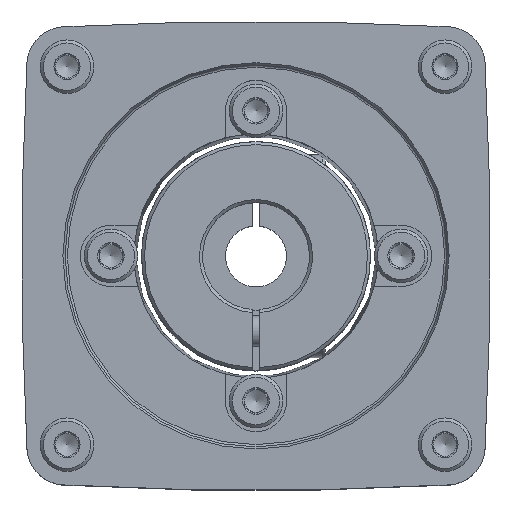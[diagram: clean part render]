
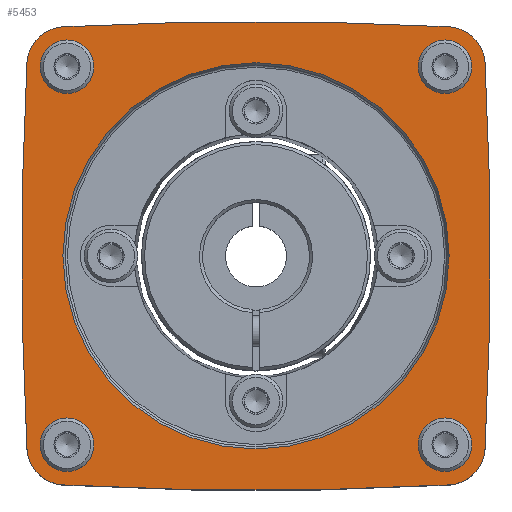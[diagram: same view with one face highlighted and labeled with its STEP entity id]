
A CAD part, top view. The second image highlights one B-rep face of the part: STEP entity #5453.
In plain terms, the highlighted planar face has unit normal (0, 0, 1).
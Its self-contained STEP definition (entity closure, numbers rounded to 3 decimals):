
#129=PLANE('',#5984);
#1075=CIRCLE('',#5959,5.);
#1077=CIRCLE('',#5962,450.);
#1079=CIRCLE('',#5965,5.);
#1081=CIRCLE('',#5968,450.);
#1083=CIRCLE('',#5971,5.);
#1085=CIRCLE('',#5974,450.);
#1087=CIRCLE('',#5977,5.);
#1089=CIRCLE('',#5980,450.);
#1092=CIRCLE('',#5985,2.);
#1093=CIRCLE('',#5986,2.);
#1094=CIRCLE('',#5987,2.);
#1095=CIRCLE('',#5988,2.);
#1096=CIRCLE('',#5989,25.289);
#1734=ORIENTED_EDGE('',*,*,#3109,.T.);
#1735=ORIENTED_EDGE('',*,*,#3110,.T.);
#1736=ORIENTED_EDGE('',*,*,#3111,.T.);
#1737=ORIENTED_EDGE('',*,*,#3112,.T.);
#1738=ORIENTED_EDGE('',*,*,#3113,.T.);
#1739=ORIENTED_EDGE('',*,*,#3084,.T.);
#1740=ORIENTED_EDGE('',*,*,#3088,.T.);
#1741=ORIENTED_EDGE('',*,*,#3091,.T.);
#1742=ORIENTED_EDGE('',*,*,#3094,.T.);
#1743=ORIENTED_EDGE('',*,*,#3097,.T.);
#1744=ORIENTED_EDGE('',*,*,#3100,.T.);
#1745=ORIENTED_EDGE('',*,*,#3103,.T.);
#1746=ORIENTED_EDGE('',*,*,#3106,.T.);
#3084=EDGE_CURVE('',#3815,#3816,#1075,.T.);
#3088=EDGE_CURVE('',#3816,#3819,#1077,.T.);
#3091=EDGE_CURVE('',#3819,#3821,#1079,.T.);
#3094=EDGE_CURVE('',#3821,#3823,#1081,.T.);
#3097=EDGE_CURVE('',#3823,#3825,#1083,.T.);
#3100=EDGE_CURVE('',#3825,#3827,#1085,.T.);
#3103=EDGE_CURVE('',#3827,#3829,#1087,.T.);
#3106=EDGE_CURVE('',#3829,#3815,#1089,.T.);
#3109=EDGE_CURVE('',#3832,#3832,#1092,.T.);
#3110=EDGE_CURVE('',#3833,#3833,#1093,.T.);
#3111=EDGE_CURVE('',#3834,#3834,#1094,.T.);
#3112=EDGE_CURVE('',#3835,#3835,#1095,.T.);
#3113=EDGE_CURVE('',#3836,#3836,#1096,.T.);
#3815=VERTEX_POINT('',#8869);
#3816=VERTEX_POINT('',#8870);
#3819=VERTEX_POINT('',#8878);
#3821=VERTEX_POINT('',#8884);
#3823=VERTEX_POINT('',#8890);
#3825=VERTEX_POINT('',#8896);
#3827=VERTEX_POINT('',#8902);
#3829=VERTEX_POINT('',#8908);
#3832=VERTEX_POINT('',#8920);
#3833=VERTEX_POINT('',#8922);
#3834=VERTEX_POINT('',#8924);
#3835=VERTEX_POINT('',#8926);
#3836=VERTEX_POINT('',#8928);
#4445=EDGE_LOOP('',(#1734));
#4446=EDGE_LOOP('',(#1735));
#4447=EDGE_LOOP('',(#1736));
#4448=EDGE_LOOP('',(#1737));
#4449=EDGE_LOOP('',(#1738));
#4450=EDGE_LOOP('',(#1739,#1740,#1741,#1742,#1743,#1744,#1745,#1746));
#4940=FACE_BOUND('',#4445,.T.);
#4941=FACE_BOUND('',#4446,.T.);
#4942=FACE_BOUND('',#4447,.T.);
#4943=FACE_BOUND('',#4448,.T.);
#4944=FACE_BOUND('',#4449,.T.);
#4945=FACE_BOUND('',#4450,.T.);
#5453=ADVANCED_FACE('',(#4940,#4941,#4942,#4943,#4944,#4945),#129,.T.);
#5959=AXIS2_PLACEMENT_3D('',#8868,#6947,#6948);
#5962=AXIS2_PLACEMENT_3D('',#8877,#6955,#6956);
#5965=AXIS2_PLACEMENT_3D('',#8883,#6962,#6963);
#5968=AXIS2_PLACEMENT_3D('',#8889,#6969,#6970);
#5971=AXIS2_PLACEMENT_3D('',#8895,#6976,#6977);
#5974=AXIS2_PLACEMENT_3D('',#8901,#6983,#6984);
#5977=AXIS2_PLACEMENT_3D('',#8907,#6990,#6991);
#5980=AXIS2_PLACEMENT_3D('',#8913,#6997,#6998);
#5984=AXIS2_PLACEMENT_3D('',#8918,#7005,#7006);
#5985=AXIS2_PLACEMENT_3D('',#8919,#7007,#7008);
#5986=AXIS2_PLACEMENT_3D('',#8921,#7009,#7010);
#5987=AXIS2_PLACEMENT_3D('',#8923,#7011,#7012);
#5988=AXIS2_PLACEMENT_3D('',#8925,#7013,#7014);
#5989=AXIS2_PLACEMENT_3D('',#8927,#7015,#7016);
#6947=DIRECTION('',(0.,0.,1.));
#6948=DIRECTION('',(1.,0.,0.));
#6955=DIRECTION('',(0.,0.,1.));
#6956=DIRECTION('',(1.,0.,0.));
#6962=DIRECTION('',(0.,0.,1.));
#6963=DIRECTION('',(1.,0.,0.));
#6969=DIRECTION('',(0.,0.,1.));
#6970=DIRECTION('',(1.,0.,0.));
#6976=DIRECTION('',(0.,0.,1.));
#6977=DIRECTION('',(1.,0.,0.));
#6983=DIRECTION('',(0.,0.,1.));
#6984=DIRECTION('',(1.,0.,0.));
#6990=DIRECTION('',(0.,0.,1.));
#6991=DIRECTION('',(1.,0.,0.));
#6997=DIRECTION('',(0.,0.,1.));
#6998=DIRECTION('',(1.,0.,0.));
#7005=DIRECTION('',(0.,0.,1.));
#7006=DIRECTION('',(1.,0.,0.));
#7007=DIRECTION('',(0.,0.,-1.));
#7008=DIRECTION('',(-1.,0.,0.));
#7009=DIRECTION('',(0.,0.,-1.));
#7010=DIRECTION('',(-1.,0.,0.));
#7011=DIRECTION('',(0.,0.,-1.));
#7012=DIRECTION('',(-1.,0.,0.));
#7013=DIRECTION('',(0.,0.,-1.));
#7014=DIRECTION('',(-1.,0.,0.));
#7015=DIRECTION('',(0.,0.,-1.));
#7016=DIRECTION('',(-1.,0.,0.));
#8868=CARTESIAN_POINT('',(-24.997,24.997,0.));
#8869=CARTESIAN_POINT('',(-25.278,29.989,0.));
#8870=CARTESIAN_POINT('',(-29.989,25.278,0.));
#8877=CARTESIAN_POINT('',(419.3,0.,0.));
#8878=CARTESIAN_POINT('',(-29.989,-25.278,0.));
#8883=CARTESIAN_POINT('',(-24.997,-24.997,0.));
#8884=CARTESIAN_POINT('',(-25.278,-29.989,0.));
#8889=CARTESIAN_POINT('',(0.,419.3,0.));
#8890=CARTESIAN_POINT('',(25.278,-29.989,0.));
#8895=CARTESIAN_POINT('',(24.997,-24.997,0.));
#8896=CARTESIAN_POINT('',(29.989,-25.278,0.));
#8901=CARTESIAN_POINT('',(-419.3,0.,0.));
#8902=CARTESIAN_POINT('',(29.989,25.278,0.));
#8907=CARTESIAN_POINT('',(24.997,24.997,0.));
#8908=CARTESIAN_POINT('',(25.278,29.989,0.));
#8913=CARTESIAN_POINT('',(0.,-419.3,0.));
#8918=CARTESIAN_POINT('',(197.151,12.499,0.));
#8919=CARTESIAN_POINT('',(-24.749,24.749,0.));
#8920=CARTESIAN_POINT('',(-26.749,24.749,0.));
#8921=CARTESIAN_POINT('',(24.749,-24.749,0.));
#8922=CARTESIAN_POINT('',(22.749,-24.749,0.));
#8923=CARTESIAN_POINT('',(-24.749,-24.749,0.));
#8924=CARTESIAN_POINT('',(-26.749,-24.749,0.));
#8925=CARTESIAN_POINT('',(24.749,24.749,0.));
#8926=CARTESIAN_POINT('',(22.749,24.749,0.));
#8927=CARTESIAN_POINT('',(0.,0.,0.));
#8928=CARTESIAN_POINT('',(-25.289,0.,0.));
